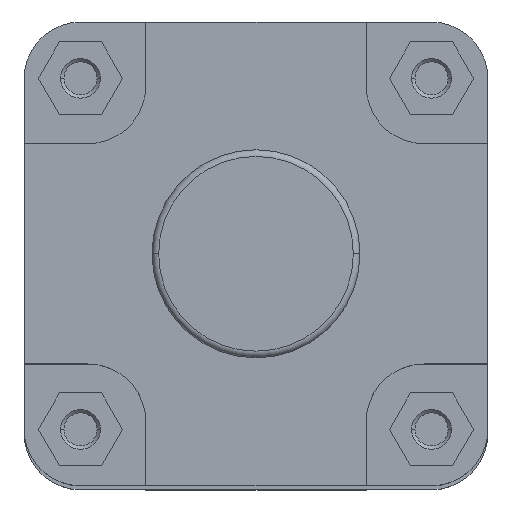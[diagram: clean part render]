
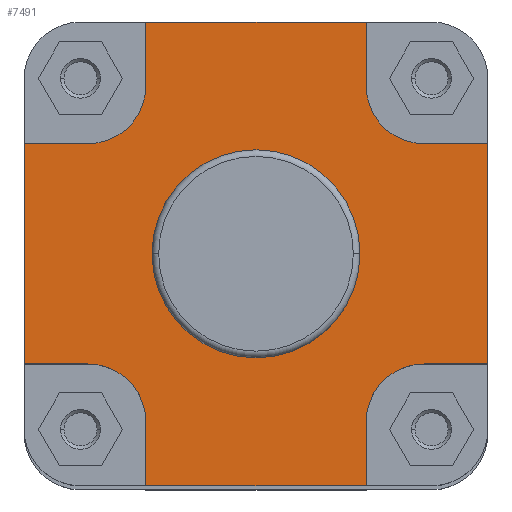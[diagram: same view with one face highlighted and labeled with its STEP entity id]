
A CAD part, top view. The second image highlights one B-rep face of the part: STEP entity #7491.
In plain terms, the highlighted planar face has unit normal (0, 0, 1).
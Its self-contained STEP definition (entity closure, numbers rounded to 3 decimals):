
#15 = CARTESIAN_POINT ( 'NONE',  ( 33.25, -50.75, -6. ) ) ;
#19 = CARTESIAN_POINT ( 'NONE',  ( -33.25, 50.75, -6. ) ) ;
#36 = CARTESIAN_POINT ( 'NONE',  ( -33.25, -50.75, -6. ) ) ;
#44 = CARTESIAN_POINT ( 'NONE',  ( -33.25, -70., -6. ) ) ;
#60 = CARTESIAN_POINT ( 'NONE',  ( 33.25, 70., -6. ) ) ;
#61 = CARTESIAN_POINT ( 'NONE',  ( -70., -33.25, -6. ) ) ;
#62 = CARTESIAN_POINT ( 'NONE',  ( -50.75, 33.25, -6. ) ) ;
#64 = CARTESIAN_POINT ( 'NONE',  ( -70., 33.25, -6. ) ) ;
#115 = CARTESIAN_POINT ( 'NONE',  ( -50.75, -33.25, -6. ) ) ;
#118 = CARTESIAN_POINT ( 'NONE',  ( 33.25, -70., -6. ) ) ;
#155 = CARTESIAN_POINT ( 'NONE',  ( 50.75, -33.25, -6. ) ) ;
#160 = CARTESIAN_POINT ( 'NONE',  ( 33.25, 50.75, -6. ) ) ;
#246 = CARTESIAN_POINT ( 'NONE',  ( 70., -33.25, -6. ) ) ;
#251 = CARTESIAN_POINT ( 'NONE',  ( 50.75, 33.25, -6. ) ) ;
#256 = CARTESIAN_POINT ( 'NONE',  ( -31.4, 0., -6. ) ) ;
#1128 = CARTESIAN_POINT ( 'NONE',  ( 0., 0., -6. ) ) ;
#1132 = DIRECTION ( 'NONE',  ( 0., 0., 1. ) ) ;
#1133 = DIRECTION ( 'NONE',  ( 1., 0., 0. ) ) ;
#1232 = CARTESIAN_POINT ( 'NONE',  ( -70., -154.141, -6. ) ) ;
#1234 = DIRECTION ( 'NONE',  ( 0., -1., 0. ) ) ;
#1239 = CARTESIAN_POINT ( 'NONE',  ( -33.25, -50.75, -6. ) ) ;
#1240 = DIRECTION ( 'NONE',  ( 0., 1., 0. ) ) ;
#1241 = CARTESIAN_POINT ( 'NONE',  ( 0., 0., -6. ) ) ;
#1242 = CARTESIAN_POINT ( 'NONE',  ( -50.75, -50.75, -6. ) ) ;
#1243 = DIRECTION ( 'NONE',  ( 0., 0., 1. ) ) ;
#1244 = DIRECTION ( 'NONE',  ( 1., 0., 0. ) ) ;
#1245 = CARTESIAN_POINT ( 'NONE',  ( -70., -33.25, -6. ) ) ;
#1248 = DIRECTION ( 'NONE',  ( 0., 0., 1. ) ) ;
#1249 = DIRECTION ( 'NONE',  ( -1., 0., 0. ) ) ;
#1250 = CARTESIAN_POINT ( 'NONE',  ( 0., -70., -6. ) ) ;
#1251 = DIRECTION ( 'NONE',  ( -1., 0., 0. ) ) ;
#1252 = DIRECTION ( 'NONE',  ( 1., 0., 0. ) ) ;
#1253 = CARTESIAN_POINT ( 'NONE',  ( 50.75, -33.25, -6. ) ) ;
#1254 = CARTESIAN_POINT ( 'NONE',  ( 33.25, -70., -6. ) ) ;
#1255 = DIRECTION ( 'NONE',  ( 0., -1., 0. ) ) ;
#1256 = CARTESIAN_POINT ( 'NONE',  ( 50.75, -50.75, -6. ) ) ;
#1257 = DIRECTION ( 'NONE',  ( 0., 0., 1. ) ) ;
#1258 = DIRECTION ( 'NONE',  ( -1., 0., 0. ) ) ;
#1259 = CARTESIAN_POINT ( 'NONE',  ( 70., -154.141, -6. ) ) ;
#1260 = DIRECTION ( 'NONE',  ( -1., 0., 0. ) ) ;
#1261 = CARTESIAN_POINT ( 'NONE',  ( 70., 33.25, -6. ) ) ;
#1262 = DIRECTION ( 'NONE',  ( 0., -1., 0. ) ) ;
#1263 = CARTESIAN_POINT ( 'NONE',  ( 33.25, 50.75, -6. ) ) ;
#1264 = DIRECTION ( 'NONE',  ( 1., 0., 0. ) ) ;
#1265 = CARTESIAN_POINT ( 'NONE',  ( 50.75, 50.75, -6. ) ) ;
#1266 = DIRECTION ( 'NONE',  ( 0., 0., 1. ) ) ;
#1267 = DIRECTION ( 'NONE',  ( -1., 0., 0. ) ) ;
#1268 = CARTESIAN_POINT ( 'NONE',  ( 0., 70., -6. ) ) ;
#1269 = DIRECTION ( 'NONE',  ( 0., -1., 0. ) ) ;
#1270 = CARTESIAN_POINT ( 'NONE',  ( -33.25, 70., -6. ) ) ;
#1271 = DIRECTION ( 'NONE',  ( 1., 0., 0. ) ) ;
#1272 = CARTESIAN_POINT ( 'NONE',  ( -50.75, 33.25, -6. ) ) ;
#1273 = DIRECTION ( 'NONE',  ( 0., 1., 0. ) ) ;
#1274 = CARTESIAN_POINT ( 'NONE',  ( -50.75, 50.75, -6. ) ) ;
#1275 = DIRECTION ( 'NONE',  ( 0., 0., 1. ) ) ;
#1276 = DIRECTION ( 'NONE',  ( -1., 0., 0. ) ) ;
#1278 = DIRECTION ( 'NONE',  ( 1., 0., 0. ) ) ;
#1693 = CIRCLE ( 'NONE', #4021, 31.4 ) ;
#1773 = LINE ( 'NONE', #1232, #1777 ) ;
#1776 = VECTOR ( 'NONE', #1240, 1000. ) ;
#1777 = VECTOR ( 'NONE', #1234, 1000. ) ;
#1778 = LINE ( 'NONE', #1239, #1776 ) ;
#1779 = LINE ( 'NONE', #1250, #1786 ) ;
#1781 = VECTOR ( 'NONE', #1251, 1000. ) ;
#1782 = CIRCLE ( 'NONE', #4031, 31.4 ) ;
#1784 = LINE ( 'NONE', #1245, #1781 ) ;
#1785 = CIRCLE ( 'NONE', #4033, 17.5 ) ;
#1786 = VECTOR ( 'NONE', #1252, 1000. ) ;
#1787 = VECTOR ( 'NONE', #1260, 1000. ) ;
#1788 = LINE ( 'NONE', #1254, #1789 ) ;
#1789 = VECTOR ( 'NONE', #1255, 1000. ) ;
#1790 = LINE ( 'NONE', #1261, #1795 ) ;
#1791 = LINE ( 'NONE', #1259, #1794 ) ;
#1792 = LINE ( 'NONE', #1253, #1787 ) ;
#1793 = CIRCLE ( 'NONE', #4035, 17.5 ) ;
#1794 = VECTOR ( 'NONE', #1262, 1000. ) ;
#1795 = VECTOR ( 'NONE', #1264, 1000. ) ;
#1796 = VECTOR ( 'NONE', #1269, 1000. ) ;
#1797 = LINE ( 'NONE', #1270, #1802 ) ;
#1798 = LINE ( 'NONE', #1268, #1801 ) ;
#1799 = LINE ( 'NONE', #1263, #1796 ) ;
#1800 = CIRCLE ( 'NONE', #4034, 17.5 ) ;
#1801 = VECTOR ( 'NONE', #1271, 1000. ) ;
#1802 = VECTOR ( 'NONE', #1273, 1000. ) ;
#1803 = VECTOR ( 'NONE', #1278, 1000. ) ;
#1804 = LINE ( 'NONE', #1272, #1803 ) ;
#1805 = CIRCLE ( 'NONE', #4032, 17.5 ) ;
#2501 = VERTEX_POINT ( 'NONE', #2986 ) ;
#2502 = VERTEX_POINT ( 'NONE', #2607 ) ;
#2505 = VERTEX_POINT ( 'NONE', #2577 ) ;
#2542 = VERTEX_POINT ( 'NONE', #19 ) ;
#2547 = VERTEX_POINT ( 'NONE', #160 ) ;
#2550 = VERTEX_POINT ( 'NONE', #44 ) ;
#2567 = VERTEX_POINT ( 'NONE', #36 ) ;
#2577 = CARTESIAN_POINT ( 'NONE',  ( 31.4, 0., -6. ) ) ;
#2579 = VERTEX_POINT ( 'NONE', #155 ) ;
#2580 = VERTEX_POINT ( 'NONE', #15 ) ;
#2584 = VERTEX_POINT ( 'NONE', #62 ) ;
#2585 = VERTEX_POINT ( 'NONE', #64 ) ;
#2588 = VERTEX_POINT ( 'NONE', #61 ) ;
#2591 = VERTEX_POINT ( 'NONE', #256 ) ;
#2594 = VERTEX_POINT ( 'NONE', #60 ) ;
#2605 = VERTEX_POINT ( 'NONE', #246 ) ;
#2606 = VERTEX_POINT ( 'NONE', #118 ) ;
#2607 = CARTESIAN_POINT ( 'NONE',  ( 70., 33.25, -6. ) ) ;
#2616 = VERTEX_POINT ( 'NONE', #251 ) ;
#2617 = VERTEX_POINT ( 'NONE', #115 ) ;
#2986 = CARTESIAN_POINT ( 'NONE',  ( -33.25, 70., -6. ) ) ;
#3628 = EDGE_CURVE ( 'NONE', #2505, #2591, #1693, .T. ) ;
#3675 = EDGE_CURVE ( 'NONE', #2585, #2588, #1773, .T. ) ;
#3677 = EDGE_CURVE ( 'NONE', #2550, #2567, #1778, .T. ) ;
#3678 = EDGE_CURVE ( 'NONE', #2591, #2505, #1782, .T. ) ;
#3680 = EDGE_CURVE ( 'NONE', #2567, #2617, #1785, .T. ) ;
#3681 = EDGE_CURVE ( 'NONE', #2617, #2588, #1784, .T. ) ;
#3682 = EDGE_CURVE ( 'NONE', #2550, #2606, #1779, .T. ) ;
#3683 = EDGE_CURVE ( 'NONE', #2580, #2606, #1788, .T. ) ;
#3684 = EDGE_CURVE ( 'NONE', #2579, #2580, #1793, .T. ) ;
#3685 = EDGE_CURVE ( 'NONE', #2605, #2579, #1792, .T. ) ;
#3686 = EDGE_CURVE ( 'NONE', #2502, #2605, #1791, .T. ) ;
#3687 = EDGE_CURVE ( 'NONE', #2616, #2502, #1790, .T. ) ;
#3688 = EDGE_CURVE ( 'NONE', #2547, #2616, #1800, .T. ) ;
#3689 = EDGE_CURVE ( 'NONE', #2594, #2547, #1799, .T. ) ;
#3690 = EDGE_CURVE ( 'NONE', #2501, #2594, #1798, .T. ) ;
#3691 = EDGE_CURVE ( 'NONE', #2542, #2501, #1797, .T. ) ;
#3692 = EDGE_CURVE ( 'NONE', #2584, #2542, #1805, .T. ) ;
#3693 = EDGE_CURVE ( 'NONE', #2585, #2584, #1804, .T. ) ;
#4021 = AXIS2_PLACEMENT_3D ( 'NONE', #1128, #1132, #1133 ) ;
#4031 = AXIS2_PLACEMENT_3D ( 'NONE', #1241, #1243, #1244 ) ;
#4032 = AXIS2_PLACEMENT_3D ( 'NONE', #1274, #1275, #1276 ) ;
#4033 = AXIS2_PLACEMENT_3D ( 'NONE', #1242, #1248, #1249 ) ;
#4034 = AXIS2_PLACEMENT_3D ( 'NONE', #1265, #1266, #1267 ) ;
#4035 = AXIS2_PLACEMENT_3D ( 'NONE', #1256, #1257, #1258 ) ;
#5334 = CARTESIAN_POINT ( 'NONE',  ( 0., 31.4, -6. ) ) ;
#5349 = PLANE ( 'NONE',  #5608 ) ;
#5350 = DIRECTION ( 'NONE',  ( 0., 0., -1. ) ) ;
#5351 = DIRECTION ( 'NONE',  ( -1., 0., 0. ) ) ;
#5608 = AXIS2_PLACEMENT_3D ( 'NONE', #5334, #5350, #5351 ) ;
#5739 = FACE_OUTER_BOUND ( 'NONE', #6076, .T. ) ;
#5750 = FACE_BOUND ( 'NONE', #6080, .T. ) ;
#6076 = EDGE_LOOP ( 'NONE', ( #6623, #6622, #6621, #6620, #6619, #6618, #6617, #6616, #6615, #6614, #6613, #6612, #6611, #6610, #6609, #6608 ) ) ;
#6080 = EDGE_LOOP ( 'NONE', ( #6625, #6624 ) ) ;
#6608 = ORIENTED_EDGE ( 'NONE', *, *, #3693, .F. ) ;
#6609 = ORIENTED_EDGE ( 'NONE', *, *, #3692, .F. ) ;
#6610 = ORIENTED_EDGE ( 'NONE', *, *, #3691, .F. ) ;
#6611 = ORIENTED_EDGE ( 'NONE', *, *, #3690, .F. ) ;
#6612 = ORIENTED_EDGE ( 'NONE', *, *, #3689, .F. ) ;
#6613 = ORIENTED_EDGE ( 'NONE', *, *, #3688, .F. ) ;
#6614 = ORIENTED_EDGE ( 'NONE', *, *, #3687, .F. ) ;
#6615 = ORIENTED_EDGE ( 'NONE', *, *, #3686, .F. ) ;
#6616 = ORIENTED_EDGE ( 'NONE', *, *, #3685, .F. ) ;
#6617 = ORIENTED_EDGE ( 'NONE', *, *, #3684, .F. ) ;
#6618 = ORIENTED_EDGE ( 'NONE', *, *, #3683, .F. ) ;
#6619 = ORIENTED_EDGE ( 'NONE', *, *, #3682, .T. ) ;
#6620 = ORIENTED_EDGE ( 'NONE', *, *, #3677, .F. ) ;
#6621 = ORIENTED_EDGE ( 'NONE', *, *, #3680, .F. ) ;
#6622 = ORIENTED_EDGE ( 'NONE', *, *, #3681, .F. ) ;
#6623 = ORIENTED_EDGE ( 'NONE', *, *, #3675, .T. ) ;
#6624 = ORIENTED_EDGE ( 'NONE', *, *, #3678, .F. ) ;
#6625 = ORIENTED_EDGE ( 'NONE', *, *, #3628, .F. ) ;
#7491 = ADVANCED_FACE ( 'NONE', ( #5750, #5739 ), #5349, .F. ) ;
